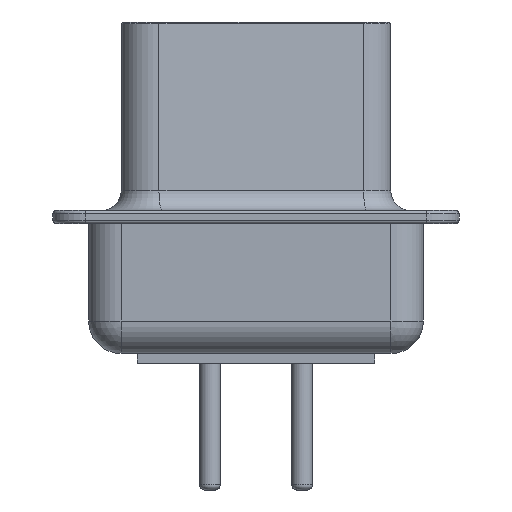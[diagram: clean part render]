
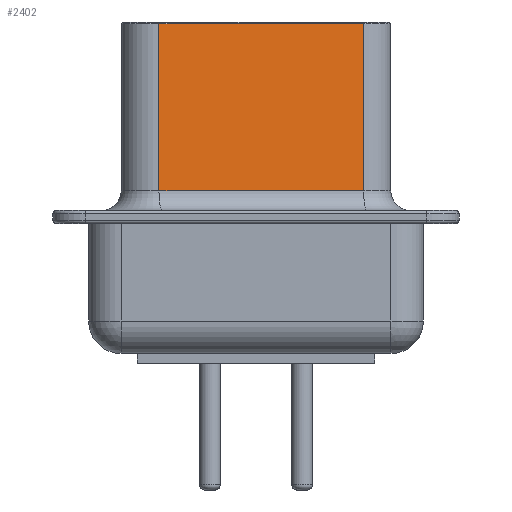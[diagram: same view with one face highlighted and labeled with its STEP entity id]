
A CAD part, left-side view. The second image highlights one B-rep face of the part: STEP entity #2402.
In plain terms, the highlighted planar face has unit normal (-0.986, -0.165, 0).
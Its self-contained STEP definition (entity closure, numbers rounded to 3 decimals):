
#1938 = VERTEX_POINT('',#1939);
#1939 = CARTESIAN_POINT('',(-2.666,1.565,10.45));
#1986 = EDGE_CURVE('',#1938,#1987,#1989,.T.);
#1987 = VERTEX_POINT('',#1988);
#1988 = CARTESIAN_POINT('',(-1.614,-4.735,10.45));
#1989 = LINE('',#1990,#1991);
#1990 = CARTESIAN_POINT('',(-2.666,1.565,10.45));
#1991 = VECTOR('',#1992,1.);
#1992 = DIRECTION('',(0.165,-0.986,-0.));
#2359 = VERTEX_POINT('',#2360);
#2360 = CARTESIAN_POINT('',(-2.666,1.565,5.3));
#2367 = EDGE_CURVE('',#2359,#1938,#2368,.T.);
#2368 = LINE('',#2369,#2370);
#2369 = CARTESIAN_POINT('',(-2.666,1.565,4.7));
#2370 = VECTOR('',#2371,1.);
#2371 = DIRECTION('',(0.,0.,1.));
#2402 = ADVANCED_FACE('',(#2403),#2421,.T.);
#2403 = FACE_BOUND('',#2404,.T.);
#2404 = EDGE_LOOP('',(#2405,#2413,#2414,#2415));
#2405 = ORIENTED_EDGE('',*,*,#2406,.T.);
#2406 = EDGE_CURVE('',#2407,#1987,#2409,.T.);
#2407 = VERTEX_POINT('',#2408);
#2408 = CARTESIAN_POINT('',(-1.614,-4.735,5.3));
#2409 = LINE('',#2410,#2411);
#2410 = CARTESIAN_POINT('',(-1.614,-4.735,4.7));
#2411 = VECTOR('',#2412,1.);
#2412 = DIRECTION('',(0.,0.,1.));
#2413 = ORIENTED_EDGE('',*,*,#1986,.F.);
#2414 = ORIENTED_EDGE('',*,*,#2367,.F.);
#2415 = ORIENTED_EDGE('',*,*,#2416,.F.);
#2416 = EDGE_CURVE('',#2407,#2359,#2417,.T.);
#2417 = LINE('',#2418,#2419);
#2418 = CARTESIAN_POINT('',(-1.614,-4.735,5.3));
#2419 = VECTOR('',#2420,1.);
#2420 = DIRECTION('',(-0.165,0.986,0.));
#2421 = PLANE('',#2422);
#2422 = AXIS2_PLACEMENT_3D('',#2423,#2424,#2425);
#2423 = CARTESIAN_POINT('',(-1.475,-5.57,4.7));
#2424 = DIRECTION('',(-0.986,-0.165,0.));
#2425 = DIRECTION('',(-0.165,0.986,0.));
